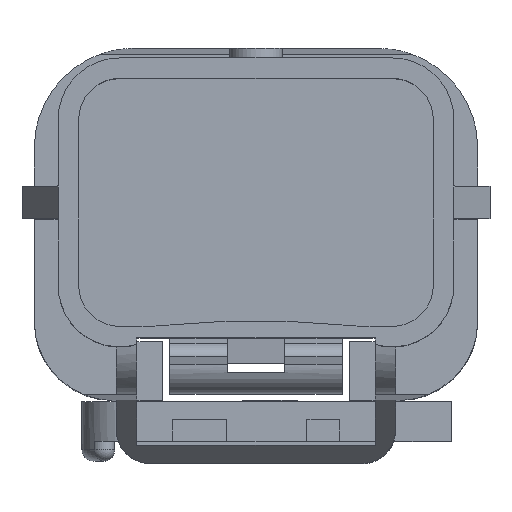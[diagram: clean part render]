
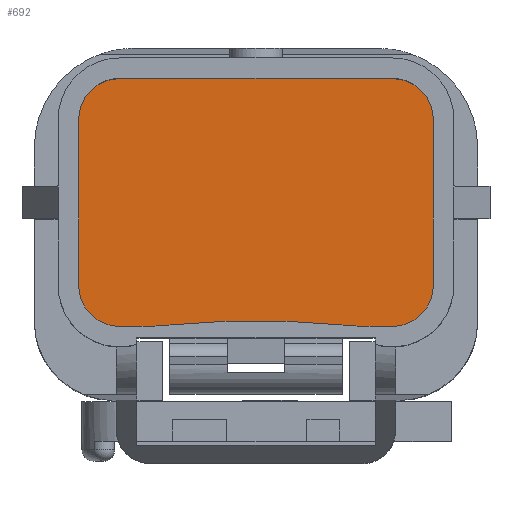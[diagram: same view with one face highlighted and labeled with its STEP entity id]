
A CAD part, top view. The second image highlights one B-rep face of the part: STEP entity #692.
In plain terms, the highlighted planar face has unit normal (0, 0, 1).
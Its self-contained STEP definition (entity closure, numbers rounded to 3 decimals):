
#385=FACE_OUTER_BOUND('',#1273,.T.);
#692=ADVANCED_FACE('',(#385),#931,.T.);
#931=PLANE('',#6526);
#1273=EDGE_LOOP('',(#4317,#4318,#4319,#4320,#4321,#4322,#4323,#4324,#4325,
#4326,#4327,#4328));
#1967=LINE('',#9816,#2686);
#1971=LINE('',#9826,#2690);
#1974=LINE('',#9834,#2693);
#1979=LINE('',#9850,#2698);
#1982=LINE('',#9858,#2701);
#2686=VECTOR('',#7997,1.);
#2690=VECTOR('',#8007,1.);
#2693=VECTOR('',#8016,1.);
#2698=VECTOR('',#8035,1.);
#2701=VECTOR('',#8044,1.);
#4317=ORIENTED_EDGE('',*,*,#5890,.F.);
#4318=ORIENTED_EDGE('',*,*,#5893,.F.);
#4319=ORIENTED_EDGE('',*,*,#5895,.F.);
#4320=ORIENTED_EDGE('',*,*,#5897,.F.);
#4321=ORIENTED_EDGE('',*,*,#5899,.F.);
#4322=ORIENTED_EDGE('',*,*,#5901,.F.);
#4323=ORIENTED_EDGE('',*,*,#5903,.F.);
#4324=ORIENTED_EDGE('',*,*,#5905,.F.);
#4325=ORIENTED_EDGE('',*,*,#5907,.F.);
#4326=ORIENTED_EDGE('',*,*,#5909,.F.);
#4327=ORIENTED_EDGE('',*,*,#5911,.F.);
#4328=ORIENTED_EDGE('',*,*,#5912,.F.);
#5056=VERTEX_POINT('',#9815);
#5057=VERTEX_POINT('',#9817);
#5058=VERTEX_POINT('',#9821);
#5059=VERTEX_POINT('',#9825);
#5060=VERTEX_POINT('',#9829);
#5061=VERTEX_POINT('',#9833);
#5062=VERTEX_POINT('',#9837);
#5063=VERTEX_POINT('',#9841);
#5064=VERTEX_POINT('',#9845);
#5065=VERTEX_POINT('',#9849);
#5066=VERTEX_POINT('',#9853);
#5067=VERTEX_POINT('',#9857);
#5890=EDGE_CURVE('',#5056,#5057,#1967,.T.);
#5893=EDGE_CURVE('',#5058,#5056,#6110,.T.);
#5895=EDGE_CURVE('',#5059,#5058,#1971,.T.);
#5897=EDGE_CURVE('',#5060,#5059,#6111,.T.);
#5899=EDGE_CURVE('',#5061,#5060,#1974,.T.);
#5901=EDGE_CURVE('',#5062,#5061,#6112,.T.);
#5903=EDGE_CURVE('',#5063,#5062,#6113,.T.);
#5905=EDGE_CURVE('',#5064,#5063,#6114,.T.);
#5907=EDGE_CURVE('',#5065,#5064,#1979,.T.);
#5909=EDGE_CURVE('',#5066,#5065,#6115,.T.);
#5911=EDGE_CURVE('',#5067,#5066,#1982,.T.);
#5912=EDGE_CURVE('',#5057,#5067,#6116,.T.);
#6110=CIRCLE('',#6508,2.5);
#6111=CIRCLE('',#6511,2.5);
#6112=CIRCLE('',#6514,20.);
#6113=CIRCLE('',#6516,51.7);
#6114=CIRCLE('',#6518,20.);
#6115=CIRCLE('',#6521,2.5);
#6116=CIRCLE('',#6524,2.5);
#6508=AXIS2_PLACEMENT_3D('',#9822,#8002,#8003);
#6511=AXIS2_PLACEMENT_3D('',#9830,#8011,#8012);
#6514=AXIS2_PLACEMENT_3D('',#9838,#8020,#8021);
#6516=AXIS2_PLACEMENT_3D('',#9842,#8025,#8026);
#6518=AXIS2_PLACEMENT_3D('',#9846,#8030,#8031);
#6521=AXIS2_PLACEMENT_3D('',#9854,#8039,#8040);
#6524=AXIS2_PLACEMENT_3D('',#9860,#8047,#8048);
#6526=AXIS2_PLACEMENT_3D('',#9862,#8051,#8052);
#7997=DIRECTION('',(1.,0.,0.));
#8002=DIRECTION('',(0.,0.,-1.));
#8003=DIRECTION('',(1.,0.,0.));
#8007=DIRECTION('',(0.,1.,0.));
#8011=DIRECTION('',(0.,0.,-1.));
#8012=DIRECTION('',(1.,0.,0.));
#8016=DIRECTION('',(-1.,0.,0.));
#8020=DIRECTION('',(0.,0.,-1.));
#8021=DIRECTION('',(1.,0.,0.));
#8025=DIRECTION('',(0.,0.,1.));
#8026=DIRECTION('',(1.,0.,0.));
#8030=DIRECTION('',(0.,0.,-1.));
#8031=DIRECTION('',(1.,0.,0.));
#8035=DIRECTION('',(-1.,0.,0.));
#8039=DIRECTION('',(0.,0.,-1.));
#8040=DIRECTION('',(1.,0.,0.));
#8044=DIRECTION('',(0.,-1.,0.));
#8047=DIRECTION('',(0.,0.,-1.));
#8048=DIRECTION('',(1.,0.,0.));
#8051=DIRECTION('',(0.,0.,1.));
#8052=DIRECTION('',(1.,0.,0.));
#9815=CARTESIAN_POINT('',(-8.3,7.55,24.35));
#9816=CARTESIAN_POINT('',(-12.62,7.55,24.35));
#9817=CARTESIAN_POINT('',(8.3,7.55,24.35));
#9821=CARTESIAN_POINT('',(-10.8,5.05,24.35));
#9822=CARTESIAN_POINT('',(-8.3,5.05,24.35));
#9825=CARTESIAN_POINT('',(-10.8,-5.05,24.35));
#9826=CARTESIAN_POINT('',(-10.8,-8.767,24.35));
#9829=CARTESIAN_POINT('',(-8.3,-7.55,24.35));
#9830=CARTESIAN_POINT('',(-8.3,-5.05,24.35));
#9833=CARTESIAN_POINT('',(-7.076,-7.55,24.35));
#9834=CARTESIAN_POINT('',(-12.62,-7.55,24.35));
#9837=CARTESIAN_POINT('',(-5.102,-7.452,24.35));
#9838=CARTESIAN_POINT('',(-7.076,12.45,24.35));
#9841=CARTESIAN_POINT('',(5.102,-7.452,24.35));
#9842=CARTESIAN_POINT('',(0.,-58.9,24.35));
#9845=CARTESIAN_POINT('',(7.076,-7.55,24.35));
#9846=CARTESIAN_POINT('',(7.076,12.45,24.35));
#9849=CARTESIAN_POINT('',(8.3,-7.55,24.35));
#9850=CARTESIAN_POINT('',(-12.62,-7.55,24.35));
#9853=CARTESIAN_POINT('',(10.8,-5.05,24.35));
#9854=CARTESIAN_POINT('',(8.3,-5.05,24.35));
#9857=CARTESIAN_POINT('',(10.8,5.05,24.35));
#9858=CARTESIAN_POINT('',(10.8,-8.767,24.35));
#9860=CARTESIAN_POINT('',(8.3,5.05,24.35));
#9862=CARTESIAN_POINT('',(-12.62,-8.767,24.35));
